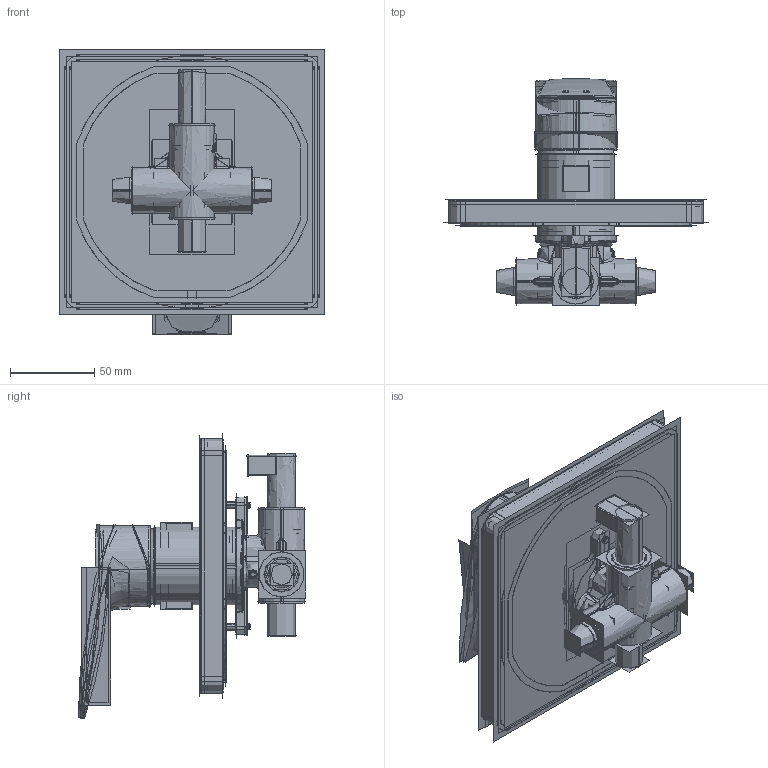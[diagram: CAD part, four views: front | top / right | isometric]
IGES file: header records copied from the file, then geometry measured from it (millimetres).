
Start section:  PTC IGES file: cf-xx22-without-hole_asm.igs
Global section: file name: cf-xx22-without-hole_asm.igs; native system: Creo Parametric by PTC Inc.; preprocessor: 2014440; author: 10114211; organization: Unknown; date: 20191018.100411; units: millimetre
Bounding box: 157.04 x 134.24 x 168.91 mm (x, y, z)
Volume: 422853.3 mm3; surface area: 2703024.3 mm2
Topology: 26 solids, 57 shells, 5036 faces, 27144 edges, 35406 vertices
Faces by surface type: bspline 3160, revolution 1840, extrusion 36
